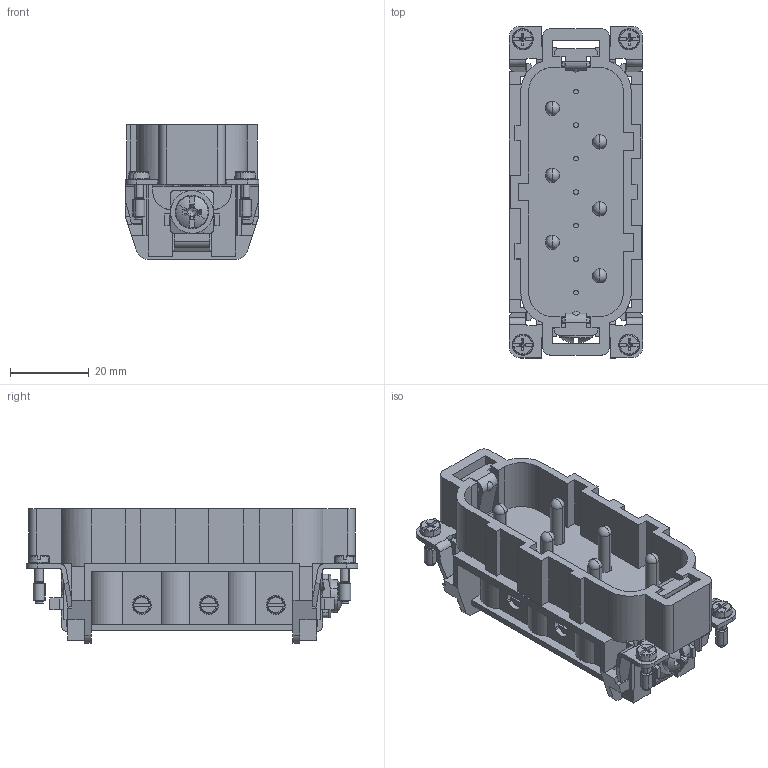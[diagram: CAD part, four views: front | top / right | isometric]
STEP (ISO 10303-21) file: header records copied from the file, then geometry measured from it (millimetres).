
FILE_DESCRIPTION(('CATIA V5 STEP Exchange','CAx-IF Rec.Pracs.--- Model Styling and Organization---1.5--- 2016-08-15','CAx-IF Rec.Pracs.---Supplemental Geometry---1.0---2011-11-01','CAx-IF Rec.Pracs.--- Composite Materials ---1.1---2010-07-15'),'2;1');
FILE_NAME ('13426185_3', '2025-08-22T08:08:49+00:00', ('none'), ('Weidmueller'), 'CATIA Version 5-6 Release 2024 SP4', 'CATIA V5 STEP AP214 v3', 'none');
FILE_SCHEMA(('AUTOMOTIVE_DESIGN { 1 0 10303 214 1 1 1 1 }'));
Products named in the file (1): 1498700000
Bounding box: 34 x 84.27 x 34.15 mm (x, y, z)
Volume: 30991.9 mm3; surface area: 30750.2 mm2
Topology: 1 solids, 1 shells, 1406 faces, 4582 edges, 2977 vertices
Faces by surface type: plane 838, cylinder 330, cone 100, torus 74, sphere 30, bspline 20, revolution 14
Entity records: 53660 total; most frequent: CARTESIAN_POINT 15726, ORIENTED_EDGE 9064, DIRECTION 5571, EDGE_CURVE 4532, VERTEX_POINT 2977, VECTOR 2607, LINE 2607, AXIS2_PLACEMENT_3D 1976
